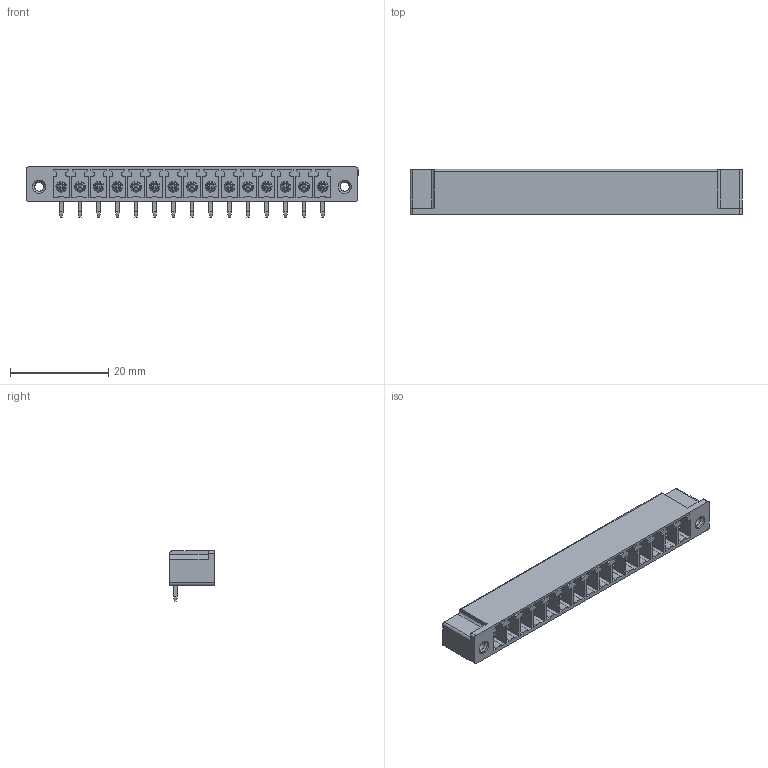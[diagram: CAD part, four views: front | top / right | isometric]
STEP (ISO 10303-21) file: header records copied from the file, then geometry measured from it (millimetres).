
FILE_DESCRIPTION(('CATIA V5 STEP Exchange','CAx-IF Rec.Pracs.--- Model Styling and Organization---1.2---2011-12-15'),'2;1');
FILE_NAME ('D1459808_0', '2018-09-29T04:29:26+00:00', ('none'), ('Weidmueller'), 'CATIA Version 5-6 Release 2014', 'CATIA V5 STEP AP214', 'none');
FILE_SCHEMA(('AUTOMOTIVE_DESIGN { 1 0 10303 214 1 1 1 1 }'));
Length unit declared in the file: millimetre
Products named in the file (1): 1942790000
Bounding box: 67.74 x 9.2 x 10.25 mm (x, y, z)
Volume: 2149.3 mm3; surface area: 5845.5 mm2
Topology: 16 solids, 16 shells, 1198 faces, 3425 edges, 2306 vertices
Faces by surface type: plane 843, cylinder 291, cone 34, torus 30
Entity records: 36155 total; most frequent: CARTESIAN_POINT 7096, ORIENTED_EDGE 6850, DIRECTION 4608, EDGE_CURVE 3425, VECTOR 2663, LINE 2663, VERTEX_POINT 2306, AXIS2_PLACEMENT_3D 1287
